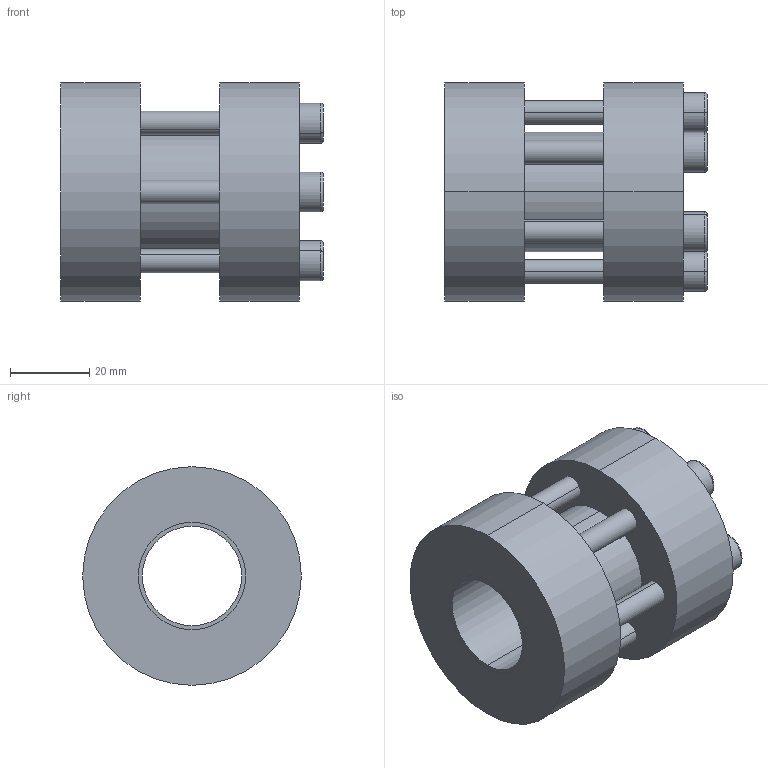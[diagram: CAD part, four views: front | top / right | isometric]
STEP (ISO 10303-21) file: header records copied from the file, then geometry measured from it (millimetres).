
FILE_DESCRIPTION (( 'STEP AP203' ), '1' );
FILE_NAME ('800.040.063.STEP', '2015-05-20T12:33:35', ( '' ), ( '' ), 'SwSTEP 2.0', 'SolidWorks 2012', '' );
FILE_SCHEMA (( 'CONFIG_CONTROL_DESIGN' ));
Length unit declared in the file: millimetre
Products named in the file (1): 800.040.063
Bounding box: 66 x 55 x 55 mm (x, y, z)
Volume: 91453 mm3; surface area: 36414.1 mm2
Topology: 9 solids, 9 shells, 134 faces, 280 edges, 176 vertices
Faces by surface type: plane 66, cylinder 36, cone 20, torus 12
Entity records: 3637 total; most frequent: DIRECTION 666, CARTESIAN_POINT 591, ORIENTED_EDGE 560, EDGE_CURVE 280, AXIS2_PLACEMENT_3D 251, VERTEX_POINT 176, VECTOR 164, LINE 164
